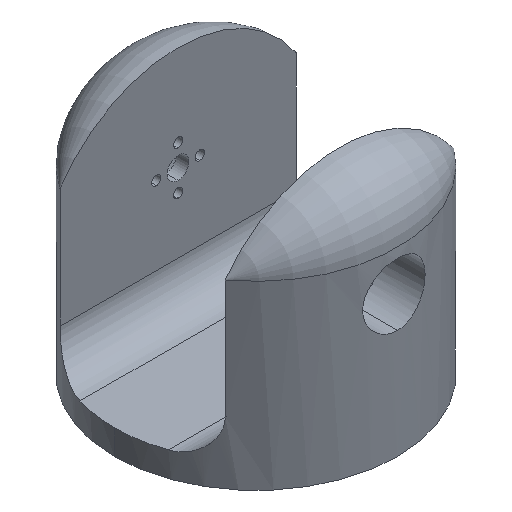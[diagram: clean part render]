
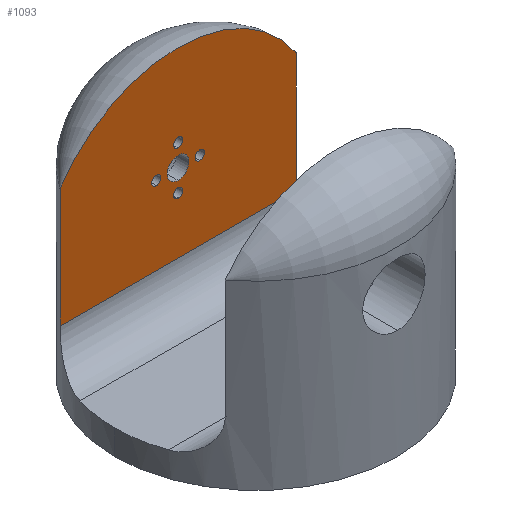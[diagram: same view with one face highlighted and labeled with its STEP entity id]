
A CAD part, isometric view. The second image highlights one B-rep face of the part: STEP entity #1093.
In plain terms, the highlighted planar face has unit normal (0, -1, 0).
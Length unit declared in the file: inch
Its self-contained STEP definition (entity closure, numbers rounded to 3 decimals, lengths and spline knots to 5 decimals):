
#5 = EDGE_CURVE ( 'NONE', #321, #1611, #1005, .T. ) ;
#7 = EDGE_LOOP ( 'NONE', ( #1438, #1372 ) ) ;
#44 = DIRECTION ( 'NONE',  ( 0., 1., 0. ) ) ;
#66 = DIRECTION ( 'NONE',  ( 0., -1., 0. ) ) ;
#108 = ORIENTED_EDGE ( 'NONE', *, *, #2042, .F. ) ;
#120 = VERTEX_POINT ( 'NONE', #1994 ) ;
#121 = VERTEX_POINT ( 'NONE', #1069 ) ;
#158 = CIRCLE ( 'NONE', #916, 0.05818 ) ;
#164 = EDGE_LOOP ( 'NONE', ( #1576, #559 ) ) ;
#212 = FACE_BOUND ( 'NONE', #299, .T. ) ;
#226 = DIRECTION ( 'NONE',  ( 0., 1., 0. ) ) ;
#251 = VERTEX_POINT ( 'NONE', #940 ) ;
#259 = CARTESIAN_POINT ( 'NONE',  ( -1.09497, 1.37598, 4.13386 ) ) ;
#262 = FACE_BOUND ( 'NONE', #164, .T. ) ;
#267 = CARTESIAN_POINT ( 'NONE',  ( 0.3937, 1.37598, 3.83946 ) ) ;
#275 = VERTEX_POINT ( 'NONE', #1293 ) ;
#276 = DIRECTION ( 'NONE',  ( 0., 1., 0. ) ) ;
#283 = AXIS2_PLACEMENT_3D ( 'NONE', #774, #1852, #933 ) ;
#299 = EDGE_LOOP ( 'NONE', ( #630, #811 ) ) ;
#302 = CARTESIAN_POINT ( 'NONE',  ( 1.88237, 1.37598, 4.13386 ) ) ;
#315 = ORIENTED_EDGE ( 'NONE', *, *, #1910, .T. ) ;
#321 = VERTEX_POINT ( 'NONE', #341 ) ;
#324 = CARTESIAN_POINT ( 'NONE',  ( 0.3937, 1.37598, 3.89764 ) ) ;
#341 = CARTESIAN_POINT ( 'NONE',  ( 1.88237, 1.37598, 4.13386 ) ) ;
#342 = VERTEX_POINT ( 'NONE', #1915 ) ;
#360 = CIRCLE ( 'NONE', #1991, 0.05818 ) ;
#366 = CARTESIAN_POINT ( 'NONE',  ( 1.88237, 1.37598, 2.6378 ) ) ;
#429 = DIRECTION ( 'NONE',  ( 0., 0., 1. ) ) ;
#433 = AXIS2_PLACEMENT_3D ( 'NONE', #844, #1927, #1003 ) ;
#441 = ORIENTED_EDGE ( 'NONE', *, *, #1285, .F. ) ;
#445 = AXIS2_PLACEMENT_3D ( 'NONE', #1013, #44, #1174 ) ;
#473 = AXIS2_PLACEMENT_3D ( 'NONE', #1846, #926, #2010 ) ;
#485 = EDGE_CURVE ( 'NONE', #1851, #321, #850, .T. ) ;
#486 = CIRCLE ( 'NONE', #1449, 0.05818 ) ;
#488 = DIRECTION ( 'NONE',  ( 0., 0., 1. ) ) ;
#559 = ORIENTED_EDGE ( 'NONE', *, *, #654, .T. ) ;
#566 = DIRECTION ( 'NONE',  ( 0., 1., 0. ) ) ;
#583 = VECTOR ( 'NONE', #635, 39.37008 ) ;
#630 = ORIENTED_EDGE ( 'NONE', *, *, #1102, .T. ) ;
#635 = DIRECTION ( 'NONE',  ( 0., 0., -1. ) ) ;
#654 = EDGE_CURVE ( 'NONE', #857, #342, #1025, .T. ) ;
#655 = VERTEX_POINT ( 'NONE', #1246 ) ;
#676 = VERTEX_POINT ( 'NONE', #1556 ) ;
#719 = CARTESIAN_POINT ( 'NONE',  ( 0.11811, 1.37598, 3.68023 ) ) ;
#731 = LINE ( 'NONE', #1383, #1969 ) ;
#747 = ORIENTED_EDGE ( 'NONE', *, *, #5, .F. ) ;
#767 = ORIENTED_EDGE ( 'NONE', *, *, #1087, .F. ) ;
#774 = CARTESIAN_POINT ( 'NONE',  ( 0.11811, 1.37598, 3.62205 ) ) ;
#784 = DIRECTION ( 'NONE',  ( 0., 1., 0. ) ) ;
#787 = VERTEX_POINT ( 'NONE', #1883 ) ;
#792 = EDGE_LOOP ( 'NONE', ( #1247, #315, #747, #1950 ) ) ;
#811 = ORIENTED_EDGE ( 'NONE', *, *, #1719, .T. ) ;
#844 = CARTESIAN_POINT ( 'NONE',  ( 0.3937, 1.37598, 3.62205 ) ) ;
#850 = CIRCLE ( 'NONE', #445, 1.78354 ) ;
#857 = VERTEX_POINT ( 'NONE', #719 ) ;
#864 = DIRECTION ( 'NONE',  ( 0., -1., 0. ) ) ;
#873 = AXIS2_PLACEMENT_3D ( 'NONE', #1039, #66, #1196 ) ;
#898 = CIRCLE ( 'NONE', #1114, 0.05818 ) ;
#916 = AXIS2_PLACEMENT_3D ( 'NONE', #1853, #934, #2014 ) ;
#925 = CARTESIAN_POINT ( 'NONE',  ( 0., 1.37598, 2.6378 ) ) ;
#926 = DIRECTION ( 'NONE',  ( 0., -1., 0. ) ) ;
#933 = DIRECTION ( 'NONE',  ( 0., 0., 1. ) ) ;
#934 = DIRECTION ( 'NONE',  ( 0., 1., 0. ) ) ;
#940 = CARTESIAN_POINT ( 'NONE',  ( 0.3937, 1.37598, 3.95582 ) ) ;
#983 = EDGE_CURVE ( 'NONE', #251, #1456, #360, .T. ) ;
#1003 = DIRECTION ( 'NONE',  ( 0., 0., 1. ) ) ;
#1005 = LINE ( 'NONE', #302, #583 ) ;
#1013 = CARTESIAN_POINT ( 'NONE',  ( 0.3937, 1.37598, 3.15157 ) ) ;
#1014 = AXIS2_PLACEMENT_3D ( 'NONE', #1235, #276, #1388 ) ;
#1023 = FACE_BOUND ( 'NONE', #1643, .T. ) ;
#1025 = CIRCLE ( 'NONE', #2029, 0.05818 ) ;
#1039 = CARTESIAN_POINT ( 'NONE',  ( 0.3937, 1.37598, 3.62205 ) ) ;
#1069 = CARTESIAN_POINT ( 'NONE',  ( 0.3937, 1.37598, 3.75984 ) ) ;
#1087 = EDGE_CURVE ( 'NONE', #676, #120, #1940, .T. ) ;
#1093 = ADVANCED_FACE ( 'NONE', ( #1841, #1120, #262, #212, #1430, #1023 ), #1699, .F. ) ;
#1102 = EDGE_CURVE ( 'NONE', #655, #787, #158, .T. ) ;
#1114 = AXIS2_PLACEMENT_3D ( 'NONE', #1783, #864, #1946 ) ;
#1120 = FACE_BOUND ( 'NONE', #7, .T. ) ;
#1170 = VERTEX_POINT ( 'NONE', #1561 ) ;
#1174 = DIRECTION ( 'NONE',  ( 1., 0., 0. ) ) ;
#1195 = CARTESIAN_POINT ( 'NONE',  ( 0.66929, 1.37598, 3.62205 ) ) ;
#1196 = DIRECTION ( 'NONE',  ( 0., 0., 1. ) ) ;
#1235 = CARTESIAN_POINT ( 'NONE',  ( 0., 1.37598, 4.13386 ) ) ;
#1239 = CIRCLE ( 'NONE', #1981, 0.05818 ) ;
#1246 = CARTESIAN_POINT ( 'NONE',  ( 0.66929, 1.37598, 3.56387 ) ) ;
#1247 = ORIENTED_EDGE ( 'NONE', *, *, #1856, .F. ) ;
#1285 = EDGE_CURVE ( 'NONE', #121, #1170, #1508, .T. ) ;
#1293 = CARTESIAN_POINT ( 'NONE',  ( -1.09497, 1.37598, 2.6378 ) ) ;
#1344 = DIRECTION ( 'NONE',  ( 0., 0., 1. ) ) ;
#1367 = EDGE_CURVE ( 'NONE', #1170, #121, #1447, .T. ) ;
#1372 = ORIENTED_EDGE ( 'NONE', *, *, #983, .T. ) ;
#1383 = CARTESIAN_POINT ( 'NONE',  ( -1.09497, 1.37598, 4.13386 ) ) ;
#1388 = DIRECTION ( 'NONE',  ( 0., 0., 1. ) ) ;
#1430 = FACE_OUTER_BOUND ( 'NONE', #792, .T. ) ;
#1434 = DIRECTION ( 'NONE',  ( 0., 1., 0. ) ) ;
#1438 = ORIENTED_EDGE ( 'NONE', *, *, #1758, .T. ) ;
#1445 = VECTOR ( 'NONE', #1549, 39.37008 ) ;
#1447 = CIRCLE ( 'NONE', #873, 0.1378 ) ;
#1449 = AXIS2_PLACEMENT_3D ( 'NONE', #1195, #226, #1344 ) ;
#1456 = VERTEX_POINT ( 'NONE', #267 ) ;
#1499 = EDGE_CURVE ( 'NONE', #342, #857, #1993, .T. ) ;
#1505 = LINE ( 'NONE', #925, #1445 ) ;
#1508 = CIRCLE ( 'NONE', #433, 0.1378 ) ;
#1510 = CARTESIAN_POINT ( 'NONE',  ( 0.3937, 1.37598, 3.89764 ) ) ;
#1549 = DIRECTION ( 'NONE',  ( 1., 0., 0. ) ) ;
#1556 = CARTESIAN_POINT ( 'NONE',  ( 0.3937, 1.37598, 3.28827 ) ) ;
#1561 = CARTESIAN_POINT ( 'NONE',  ( 0.3937, 1.37598, 3.48425 ) ) ;
#1576 = ORIENTED_EDGE ( 'NONE', *, *, #1499, .T. ) ;
#1586 = EDGE_LOOP ( 'NONE', ( #1610, #441 ) ) ;
#1610 = ORIENTED_EDGE ( 'NONE', *, *, #1367, .F. ) ;
#1611 = VERTEX_POINT ( 'NONE', #366 ) ;
#1643 = EDGE_LOOP ( 'NONE', ( #767, #108 ) ) ;
#1668 = DIRECTION ( 'NONE',  ( 0., 0., 1. ) ) ;
#1699 = PLANE ( 'NONE',  #1014 ) ;
#1712 = CARTESIAN_POINT ( 'NONE',  ( 0.11811, 1.37598, 3.62205 ) ) ;
#1719 = EDGE_CURVE ( 'NONE', #787, #655, #486, .T. ) ;
#1758 = EDGE_CURVE ( 'NONE', #1456, #251, #1239, .T. ) ;
#1783 = CARTESIAN_POINT ( 'NONE',  ( 0.3937, 1.37598, 3.34646 ) ) ;
#1841 = FACE_BOUND ( 'NONE', #1586, .T. ) ;
#1846 = CARTESIAN_POINT ( 'NONE',  ( 0.3937, 1.37598, 3.34646 ) ) ;
#1851 = VERTEX_POINT ( 'NONE', #259 ) ;
#1852 = DIRECTION ( 'NONE',  ( 0., 1., 0. ) ) ;
#1853 = CARTESIAN_POINT ( 'NONE',  ( 0.66929, 1.37598, 3.62205 ) ) ;
#1856 = EDGE_CURVE ( 'NONE', #275, #1851, #731, .T. ) ;
#1859 = DIRECTION ( 'NONE',  ( 0., 0., 1. ) ) ;
#1883 = CARTESIAN_POINT ( 'NONE',  ( 0.66929, 1.37598, 3.68023 ) ) ;
#1910 = EDGE_CURVE ( 'NONE', #275, #1611, #1505, .T. ) ;
#1915 = CARTESIAN_POINT ( 'NONE',  ( 0.11811, 1.37598, 3.56387 ) ) ;
#1927 = DIRECTION ( 'NONE',  ( 0., -1., 0. ) ) ;
#1940 = CIRCLE ( 'NONE', #473, 0.05818 ) ;
#1946 = DIRECTION ( 'NONE',  ( 0., 0., 1. ) ) ;
#1950 = ORIENTED_EDGE ( 'NONE', *, *, #485, .F. ) ;
#1969 = VECTOR ( 'NONE', #429, 39.37008 ) ;
#1981 = AXIS2_PLACEMENT_3D ( 'NONE', #1510, #566, #1668 ) ;
#1991 = AXIS2_PLACEMENT_3D ( 'NONE', #324, #1434, #488 ) ;
#1993 = CIRCLE ( 'NONE', #283, 0.05818 ) ;
#1994 = CARTESIAN_POINT ( 'NONE',  ( 0.3937, 1.37598, 3.40464 ) ) ;
#2010 = DIRECTION ( 'NONE',  ( 0., 0., 1. ) ) ;
#2014 = DIRECTION ( 'NONE',  ( 0., 0., 1. ) ) ;
#2029 = AXIS2_PLACEMENT_3D ( 'NONE', #1712, #784, #1859 ) ;
#2042 = EDGE_CURVE ( 'NONE', #120, #676, #898, .T. ) ;
